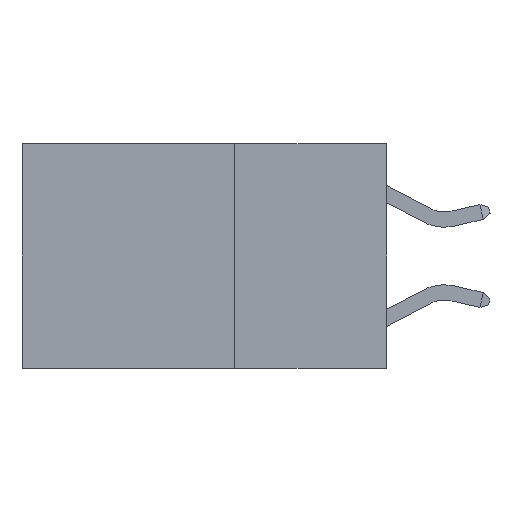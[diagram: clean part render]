
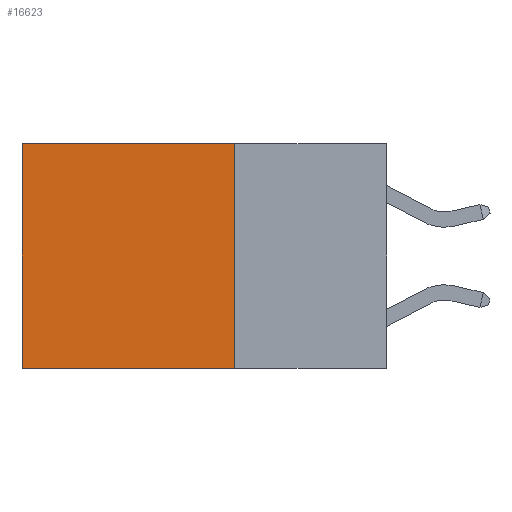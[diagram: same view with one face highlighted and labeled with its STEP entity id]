
A CAD part, left-side view. The second image highlights one B-rep face of the part: STEP entity #16623.
In plain terms, the highlighted planar face has unit normal (-1, 0, 0).
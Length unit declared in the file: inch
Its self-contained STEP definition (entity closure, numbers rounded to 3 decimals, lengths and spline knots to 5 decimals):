
#79 = CARTESIAN_POINT ( 'NONE',  ( 0.2625, 0.25, -0.37 ) ) ;
#1295 = DIRECTION ( 'NONE',  ( 0., 1., 0. ) ) ;
#1357 = DIRECTION ( 'NONE',  ( 0., 0., -1. ) ) ;
#1484 = EDGE_CURVE ( 'NONE', #2372, #19346, #18087, .T. ) ;
#1544 = CARTESIAN_POINT ( 'NONE',  ( 0.2625, 0.25, 0. ) ) ;
#2102 = EDGE_CURVE ( 'NONE', #3589, #9575, #9440, .T. ) ;
#2372 = VERTEX_POINT ( 'NONE', #79 ) ;
#2894 = ORIENTED_EDGE ( 'NONE', *, *, #6974, .T. ) ;
#3311 = CARTESIAN_POINT ( 'NONE',  ( 0.2625, 0.6, 0. ) ) ;
#3589 = VERTEX_POINT ( 'NONE', #1544 ) ;
#3607 = CARTESIAN_POINT ( 'NONE',  ( 0.2625, 0.25, 0. ) ) ;
#4540 = LINE ( 'NONE', #3607, #24172 ) ;
#4797 = CARTESIAN_POINT ( 'NONE',  ( 0.2625, 0.6, 0. ) ) ;
#5915 = DIRECTION ( 'NONE',  ( 1., 0., 0. ) ) ;
#6974 = EDGE_CURVE ( 'NONE', #9575, #19346, #19724, .T. ) ;
#7052 = CARTESIAN_POINT ( 'NONE',  ( 0.2625, 0.25, -0.37 ) ) ;
#7363 = VECTOR ( 'NONE', #1295, 39.37008 ) ;
#7890 = ORIENTED_EDGE ( 'NONE', *, *, #15279, .F. ) ;
#8439 = ORIENTED_EDGE ( 'NONE', *, *, #2102, .T. ) ;
#9440 = LINE ( 'NONE', #14297, #23370 ) ;
#9575 = VERTEX_POINT ( 'NONE', #4797 ) ;
#10946 = CARTESIAN_POINT ( 'NONE',  ( 0.2625, 0.6, -0.37 ) ) ;
#11564 = ORIENTED_EDGE ( 'NONE', *, *, #1484, .F. ) ;
#14297 = CARTESIAN_POINT ( 'NONE',  ( 0.2625, 0.25, 0. ) ) ;
#15279 = EDGE_CURVE ( 'NONE', #3589, #2372, #4540, .T. ) ;
#16188 = EDGE_LOOP ( 'NONE', ( #2894, #11564, #7890, #8439 ) ) ;
#16623 = ADVANCED_FACE ( 'NONE', ( #16631 ), #22972, .F. ) ;
#16631 = FACE_OUTER_BOUND ( 'NONE', #16188, .T. ) ;
#16689 = AXIS2_PLACEMENT_3D ( 'NONE', #17354, #5915, #19238 ) ;
#17354 = CARTESIAN_POINT ( 'NONE',  ( 0.2625, 0.25, 0. ) ) ;
#18087 = LINE ( 'NONE', #7052, #7363 ) ;
#18112 = DIRECTION ( 'NONE',  ( 0., 1., 0. ) ) ;
#19238 = DIRECTION ( 'NONE',  ( 0., 0., -1. ) ) ;
#19346 = VERTEX_POINT ( 'NONE', #10946 ) ;
#19724 = LINE ( 'NONE', #3311, #24140 ) ;
#22972 = PLANE ( 'NONE',  #16689 ) ;
#23370 = VECTOR ( 'NONE', #18112, 39.37008 ) ;
#24140 = VECTOR ( 'NONE', #1357, 39.37008 ) ;
#24172 = VECTOR ( 'NONE', #24564, 39.37008 ) ;
#24564 = DIRECTION ( 'NONE',  ( 0., 0., -1. ) ) ;
